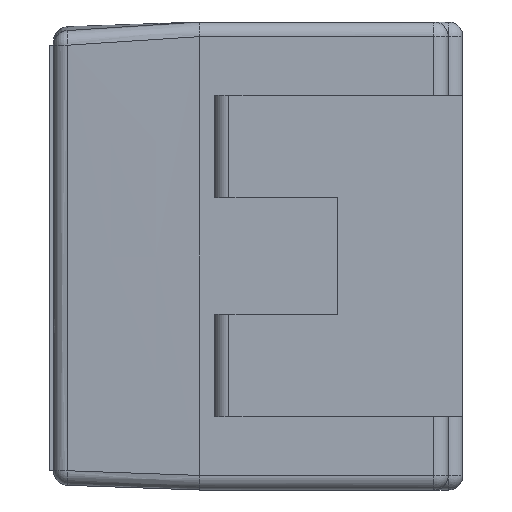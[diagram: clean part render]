
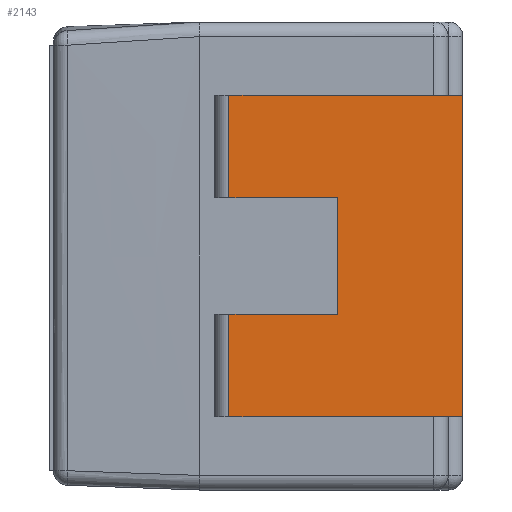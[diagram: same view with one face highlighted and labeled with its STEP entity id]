
A CAD part, left-side view. The second image highlights one B-rep face of the part: STEP entity #2143.
In plain terms, the highlighted planar face has unit normal (-1, 0, 0).
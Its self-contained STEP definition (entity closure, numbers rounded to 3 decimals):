
#2143 = ADVANCED_FACE ( 'NONE', ( #3502 ), #3503, .T. ) ;
#2155 = VERTEX_POINT ( 'NONE', #3527 ) ;
#2160 = ORIENTED_EDGE ( 'NONE', *, *, #2231, .T. ) ;
#2162 = ORIENTED_EDGE ( 'NONE', *, *, #2168, .T. ) ;
#2163 = VERTEX_POINT ( 'NONE', #3532 ) ;
#2164 = ORIENTED_EDGE ( 'NONE', *, *, #12531, .F. ) ;
#2165 = VERTEX_POINT ( 'NONE', #3535 ) ;
#2167 = VERTEX_POINT ( 'NONE', #3516 ) ;
#2168 = EDGE_CURVE ( 'NONE', #2167, #2163, #3570, .T. ) ;
#2169 = EDGE_LOOP ( 'NONE', ( #2162, #2160, #2164, #12338, #12320, #12301, #12046, #2170 ) ) ;
#2170 = ORIENTED_EDGE ( 'NONE', *, *, #12543, .T. ) ;
#2231 = EDGE_CURVE ( 'NONE', #2163, #2463, #3595, .T. ) ;
#2256 = VERTEX_POINT ( 'NONE', #3618 ) ;
#2262 = EDGE_CURVE ( 'NONE', #2155, #2256, #3669, .T. ) ;
#2463 = VERTEX_POINT ( 'NONE', #4739 ) ;
#3484 = CARTESIAN_POINT ( 'NONE',  ( 0., 0., 2.2 ) ) ;
#3502 = FACE_OUTER_BOUND ( 'NONE', #2169, .T. ) ;
#3503 = PLANE ( 'NONE',  #3534 ) ;
#3516 = CARTESIAN_POINT ( 'NONE',  ( 0., -0.745, 0.7 ) ) ;
#3527 = CARTESIAN_POINT ( 'NONE',  ( 0., 0., 2.2 ) ) ;
#3530 = DIRECTION ( 'NONE',  ( 0., -1., 0. ) ) ;
#3531 = DIRECTION ( 'NONE',  ( -1., 0., 0. ) ) ;
#3532 = CARTESIAN_POINT ( 'NONE',  ( 0., 0., 0.7 ) ) ;
#3534 = AXIS2_PLACEMENT_3D ( 'NONE', #3484, #3531, #3530 ) ;
#3535 = CARTESIAN_POINT ( 'NONE',  ( 0., -0.745, 1.5 ) ) ;
#3541 = VECTOR ( 'NONE', #3609, 1000. ) ;
#3542 = CARTESIAN_POINT ( 'NONE',  ( 0., 0.945, 0.7 ) ) ;
#3570 = LINE ( 'NONE', #3542, #3541 ) ;
#3594 = CARTESIAN_POINT ( 'NONE',  ( 0., 0., 2.2 ) ) ;
#3595 = LINE ( 'NONE', #3594, #3642 ) ;
#3609 = DIRECTION ( 'NONE',  ( 0., 1., 0. ) ) ;
#3618 = CARTESIAN_POINT ( 'NONE',  ( 0., 0., 1.5 ) ) ;
#3641 = DIRECTION ( 'NONE',  ( 0., 0., -1. ) ) ;
#3642 = VECTOR ( 'NONE', #3641, 1000. ) ;
#3658 = DIRECTION ( 'NONE',  ( 0., 0., -1. ) ) ;
#3659 = VECTOR ( 'NONE', #3658, 1000. ) ;
#3667 = CARTESIAN_POINT ( 'NONE',  ( 0., 0., 2.2 ) ) ;
#3669 = LINE ( 'NONE', #3667, #3659 ) ;
#4739 = CARTESIAN_POINT ( 'NONE',  ( 0., 0., 0. ) ) ;
#10924 = LINE ( 'NONE', #11053, #11140 ) ;
#10926 = CARTESIAN_POINT ( 'NONE',  ( 0., -1.6, 0. ) ) ;
#10948 = CARTESIAN_POINT ( 'NONE',  ( 0., -1.6, 2.2 ) ) ;
#10949 = LINE ( 'NONE', #10948, #11019 ) ;
#11017 = DIRECTION ( 'NONE',  ( 0., 0., -1. ) ) ;
#11019 = VECTOR ( 'NONE', #11017, 1000. ) ;
#11037 = CARTESIAN_POINT ( 'NONE',  ( 0., -1.6, 2.2 ) ) ;
#11051 = DIRECTION ( 'NONE',  ( 0., 1., 0. ) ) ;
#11053 = CARTESIAN_POINT ( 'NONE',  ( 0., 0., 2.2 ) ) ;
#11093 = LINE ( 'NONE', #11136, #11133 ) ;
#11110 = DIRECTION ( 'NONE',  ( 0., 1., 0. ) ) ;
#11112 = VECTOR ( 'NONE', #11110, 1000. ) ;
#11114 = CARTESIAN_POINT ( 'NONE',  ( 0., 0., 0. ) ) ;
#11118 = LINE ( 'NONE', #11114, #11112 ) ;
#11131 = DIRECTION ( 'NONE',  ( 0., 1., 0. ) ) ;
#11133 = VECTOR ( 'NONE', #11131, 1000. ) ;
#11136 = CARTESIAN_POINT ( 'NONE',  ( 0., 0., 1.5 ) ) ;
#11140 = VECTOR ( 'NONE', #11051, 1000. ) ;
#11176 = DIRECTION ( 'NONE',  ( 0., 0., -1. ) ) ;
#11178 = VECTOR ( 'NONE', #11176, 1000. ) ;
#11180 = CARTESIAN_POINT ( 'NONE',  ( 0., -0.745, 1.5 ) ) ;
#11191 = LINE ( 'NONE', #11180, #11178 ) ;
#11969 = EDGE_CURVE ( 'NONE', #12306, #12324, #10949, .T. ) ;
#12046 = ORIENTED_EDGE ( 'NONE', *, *, #12417, .F. ) ;
#12301 = ORIENTED_EDGE ( 'NONE', *, *, #2262, .T. ) ;
#12306 = VERTEX_POINT ( 'NONE', #11037 ) ;
#12320 = ORIENTED_EDGE ( 'NONE', *, *, #12367, .T. ) ;
#12324 = VERTEX_POINT ( 'NONE', #10926 ) ;
#12338 = ORIENTED_EDGE ( 'NONE', *, *, #11969, .F. ) ;
#12367 = EDGE_CURVE ( 'NONE', #12306, #2155, #10924, .T. ) ;
#12417 = EDGE_CURVE ( 'NONE', #2165, #2256, #11093, .T. ) ;
#12531 = EDGE_CURVE ( 'NONE', #12324, #2463, #11118, .T. ) ;
#12543 = EDGE_CURVE ( 'NONE', #2165, #2167, #11191, .T. ) ;
